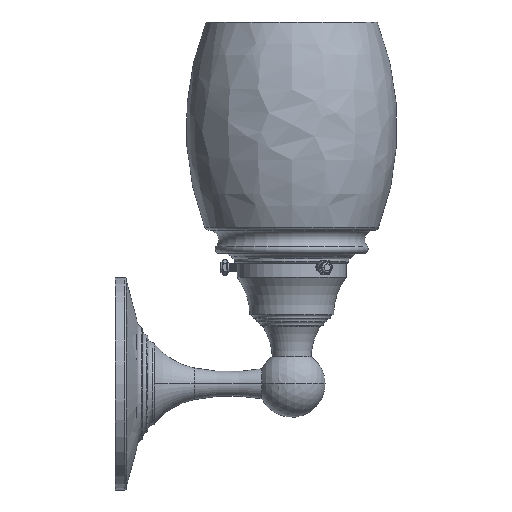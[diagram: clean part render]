
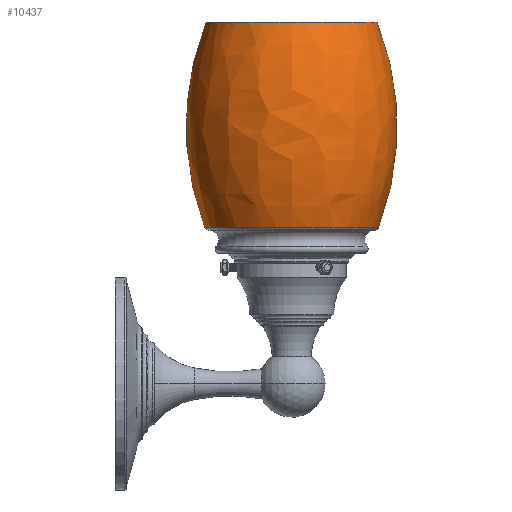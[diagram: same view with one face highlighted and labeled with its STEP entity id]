
A CAD part, top view. The second image highlights one B-rep face of the part: STEP entity #10437.
In plain terms, the highlighted free-form (B-spline) face has degree [3, 3] with [4, 4] control points.
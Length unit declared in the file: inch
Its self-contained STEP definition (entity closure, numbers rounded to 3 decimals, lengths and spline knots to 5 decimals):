
#4939=CARTESIAN_POINT('',(0.001,5.757,0.));
#4940=DIRECTION('',(0.,0.,1.));
#4941=DIRECTION('',(0.933,-0.359,0.));
#4942=AXIS2_PLACEMENT_3D('',#4939,#4940,#4941);
#4944=CARTESIAN_POINT('',(3.941,3.49684,0.));
#4945=DIRECTION('',(0.,-1.,0.));
#4946=DIRECTION('',(1.,0.,0.));
#4947=AXIS2_PLACEMENT_3D('',#4944,#4945,#4946);
#4949=CARTESIAN_POINT('',(7.881,5.757,0.));
#4950=DIRECTION('',(0.,0.,-1.));
#4951=DIRECTION('',(-0.933,-0.359,0.));
#4952=AXIS2_PLACEMENT_3D('',#4949,#4950,#4951);
#4954=CARTESIAN_POINT('',(3.941,8.087,0.));
#4955=DIRECTION('',(0.,-1.,0.));
#4956=DIRECTION('',(1.,0.,0.));
#4957=AXIS2_PLACEMENT_3D('',#4954,#4955,#4956);
#5479=CARTESIAN_POINT('',(5.88162,3.49684,0.));
#5480=VERTEX_POINT('',#5479);
#5481=CARTESIAN_POINT('',(5.8543,8.087,0.));
#5482=VERTEX_POINT('',#5481);
#5489=CARTESIAN_POINT('',(2.00038,3.49684,0.));
#5490=VERTEX_POINT('',#5489);
#5491=CARTESIAN_POINT('',(2.0277,8.087,0.));
#5492=VERTEX_POINT('',#5491);
#10413=CARTESIAN_POINT('',(2.00038,3.49684,0.));
#10414=CARTESIAN_POINT('',(1.4251,4.99364,0.));
#10415=CARTESIAN_POINT('',(1.43464,6.59716,0.));
#10416=CARTESIAN_POINT('',(2.0277,8.087,0.));
#10417=CARTESIAN_POINT('',(2.00038,3.49684,3.88124));
#10418=CARTESIAN_POINT('',(1.4251,4.99364,5.0318));
#10419=CARTESIAN_POINT('',(1.43464,6.59716,5.01271));
#10420=CARTESIAN_POINT('',(2.0277,8.087,3.8266));
#10421=CARTESIAN_POINT('',(5.88162,3.49684,3.88124));
#10422=CARTESIAN_POINT('',(6.4569,4.99364,5.0318));
#10423=CARTESIAN_POINT('',(6.44736,6.59716,5.01271));
#10424=CARTESIAN_POINT('',(5.8543,8.087,3.8266));
#10425=CARTESIAN_POINT('',(5.88162,3.49684,0.));
#10426=CARTESIAN_POINT('',(6.4569,4.99364,0.));
#10427=CARTESIAN_POINT('',(6.44736,6.59716,0.));
#10428=CARTESIAN_POINT('',(5.8543,8.087,0.));
#10429=(BOUNDED_SURFACE()B_SPLINE_SURFACE(3,3,((#10413,#10414,#10415,#10416),(
#10417,#10418,#10419,#10420),(#10421,#10422,#10423,#10424),(#10425,#10426,
#10427,#10428)),.UNSPECIFIED.,.F.,.F.,.F.)B_SPLINE_SURFACE_WITH_KNOTS((4,4),(4,
4),(0.,1.),(0.,1.),.UNSPECIFIED.)GEOMETRIC_REPRESENTATION_ITEM()RATIONAL_B_SPLINE_SURFACE(((2.071,1.976,1.976,
2.071),(0.69,0.659,0.659,
0.69),(0.69,0.659,0.659,
0.69),(2.071,1.976,1.976,
2.071)))REPRESENTATION_ITEM('')SURFACE());
#10430=ORIENTED_EDGE('',*,*,#10403,.F.);
#10431=ORIENTED_EDGE('',*,*,#10368,.T.);
#10432=ORIENTED_EDGE('',*,*,#10407,.T.);
#10434=ORIENTED_EDGE('',*,*,#10433,.F.);
#10435=EDGE_LOOP('',(#10430,#10431,#10432,#10434));
#10436=FACE_OUTER_BOUND('',#10435,.F.);
#10437=ADVANCED_FACE('',(#10436),#10429,.T.);
#4943=CIRCLE('',#4942,6.3);
#4948=CIRCLE('',#4947,1.94062);
#4953=CIRCLE('',#4952,6.3);
#4958=CIRCLE('',#4957,1.9133);
#10368=EDGE_CURVE('',#5480,#5490,#4948,.T.);
#10403=EDGE_CURVE('',#5480,#5482,#4943,.T.);
#10407=EDGE_CURVE('',#5490,#5492,#4953,.T.);
#10433=EDGE_CURVE('',#5482,#5492,#4958,.T.);
